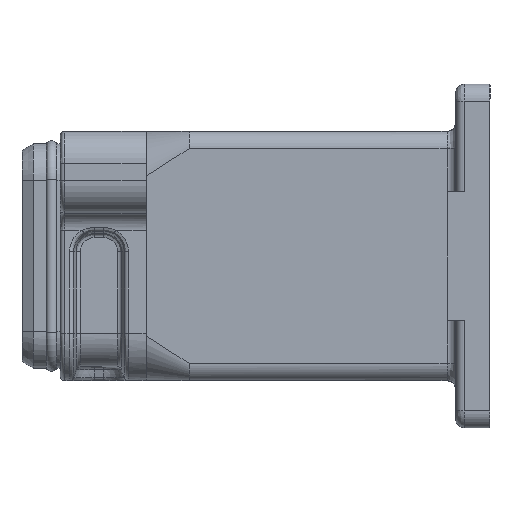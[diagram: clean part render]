
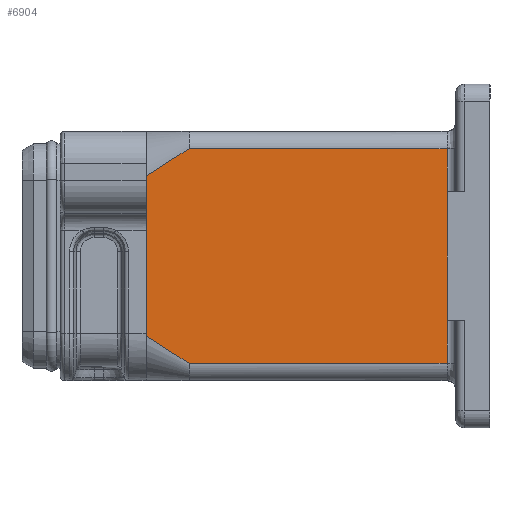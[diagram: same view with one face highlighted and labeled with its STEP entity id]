
A CAD part, left-side view. The second image highlights one B-rep face of the part: STEP entity #6904.
In plain terms, the highlighted planar face has unit normal (-1, 0, 0).
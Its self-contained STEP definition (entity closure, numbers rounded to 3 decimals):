
#6904=ADVANCED_FACE('22-0-288',(#8324),#7891,.T.);
#7891=PLANE('',#22856);
#8324=FACE_OUTER_BOUND('',#9219,.T.);
#9219=EDGE_LOOP('',(#13319,#13320,#13321,#13322,#13323,#13324,#13325,#13326,
#13327));
#10355=LINE('',#28471,#11723);
#10356=LINE('',#28480,#11724);
#10392=LINE('',#28675,#11760);
#10393=LINE('',#28677,#11761);
#10394=LINE('',#28679,#11762);
#10395=LINE('',#28680,#11763);
#10396=LINE('',#28682,#11764);
#10397=LINE('',#28684,#11765);
#10398=LINE('',#28686,#11766);
#11723=VECTOR('',#24225,1.);
#11724=VECTOR('',#24228,1.);
#11760=VECTOR('',#24328,1.);
#11761=VECTOR('',#24329,1.);
#11762=VECTOR('',#24330,1.);
#11763=VECTOR('',#24331,1.);
#11764=VECTOR('',#24332,1.);
#11765=VECTOR('',#24333,1.);
#11766=VECTOR('',#24334,1.);
#13319=ORIENTED_EDGE('',*,*,#19864,.F.);
#13320=ORIENTED_EDGE('',*,*,#19933,.T.);
#13321=ORIENTED_EDGE('',*,*,#19934,.F.);
#13322=ORIENTED_EDGE('',*,*,#19935,.F.);
#13323=ORIENTED_EDGE('',*,*,#19866,.F.);
#13324=ORIENTED_EDGE('',*,*,#19936,.F.);
#13325=ORIENTED_EDGE('',*,*,#19937,.T.);
#13326=ORIENTED_EDGE('',*,*,#19938,.T.);
#13327=ORIENTED_EDGE('',*,*,#19939,.F.);
#18240=VERTEX_POINT('',#28470);
#18241=VERTEX_POINT('',#28472);
#18242=VERTEX_POINT('',#28481);
#18243=VERTEX_POINT('',#28482);
#18299=VERTEX_POINT('',#28676);
#18300=VERTEX_POINT('',#28678);
#18301=VERTEX_POINT('',#28681);
#18302=VERTEX_POINT('',#28683);
#18303=VERTEX_POINT('',#28685);
#19864=EDGE_CURVE('',#18240,#18241,#10355,.T.);
#19866=EDGE_CURVE('',#18242,#18243,#10356,.T.);
#19933=EDGE_CURVE('',#18240,#18299,#10392,.T.);
#19934=EDGE_CURVE('',#18300,#18299,#10393,.T.);
#19935=EDGE_CURVE('',#18243,#18300,#10394,.T.);
#19936=EDGE_CURVE('',#18301,#18242,#10395,.T.);
#19937=EDGE_CURVE('',#18301,#18302,#10396,.T.);
#19938=EDGE_CURVE('',#18302,#18303,#10397,.T.);
#19939=EDGE_CURVE('',#18241,#18303,#10398,.T.);
#22856=AXIS2_PLACEMENT_3D('',#28687,#24335,#24336);
#24225=DIRECTION('',(0.,1.,0.));
#24228=DIRECTION('',(0.,-1.,0.));
#24328=DIRECTION('',(0.,0.,1.));
#24329=DIRECTION('',(0.,0.,-1.));
#24330=DIRECTION('',(0.,0.,-1.));
#24331=DIRECTION('',(0.,-0.844,0.537));
#24332=DIRECTION('',(0.,0.,-1.));
#24333=DIRECTION('',(0.,0.,-1.));
#24334=DIRECTION('',(0.,0.844,0.537));
#24335=DIRECTION('',(-1.,0.,0.));
#24336=DIRECTION('',(0.,0.,-1.));
#28470=CARTESIAN_POINT('',(-48.1,-70.,-25.));
#28471=CARTESIAN_POINT('',(-48.1,-70.,-25.));
#28472=CARTESIAN_POINT('',(-48.1,-10.,-25.));
#28480=CARTESIAN_POINT('',(-48.1,-10.,25.));
#28481=CARTESIAN_POINT('',(-48.1,-10.,25.));
#28482=CARTESIAN_POINT('',(-48.1,-70.,25.));
#28675=CARTESIAN_POINT('',(-48.1,-70.,-25.));
#28676=CARTESIAN_POINT('',(-48.1,-70.,-15.));
#28677=CARTESIAN_POINT('',(-48.1,-70.,15.));
#28678=CARTESIAN_POINT('',(-48.1,-70.,15.));
#28679=CARTESIAN_POINT('',(-48.1,-70.,25.));
#28680=CARTESIAN_POINT('',(-48.1,0.,18.636));
#28681=CARTESIAN_POINT('',(-48.1,0.,18.636));
#28682=CARTESIAN_POINT('',(-48.1,0.,18.636));
#28683=CARTESIAN_POINT('',(-48.1,0.,6.889));
#28684=CARTESIAN_POINT('',(-48.1,0.,18.636));
#28685=CARTESIAN_POINT('',(-48.1,0.,-18.636));
#28686=CARTESIAN_POINT('',(-48.1,-10.,-25.));
#28687=CARTESIAN_POINT('',(-48.1,0.,25.));
